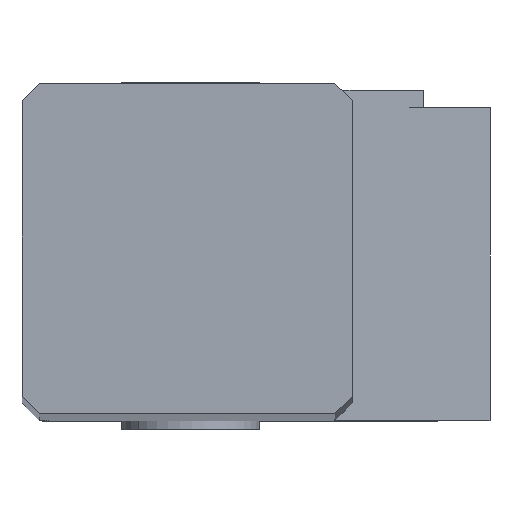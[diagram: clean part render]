
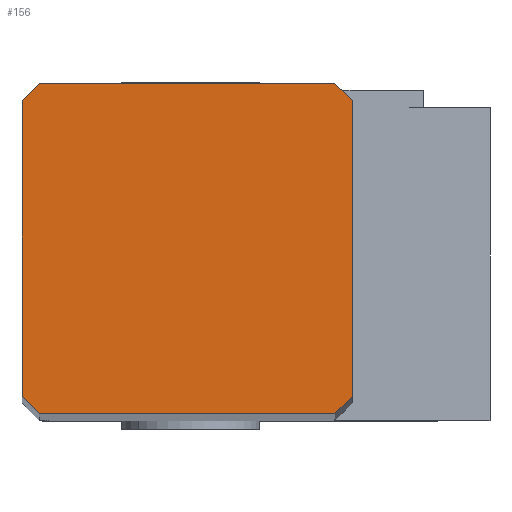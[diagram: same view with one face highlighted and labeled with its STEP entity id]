
A CAD part, top view. The second image highlights one B-rep face of the part: STEP entity #156.
In plain terms, the highlighted planar face has unit normal (0, 0, 1).
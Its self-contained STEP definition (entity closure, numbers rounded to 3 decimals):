
#100=FACE_OUTER_BOUND('',#247,.T.);
#156=ADVANCED_FACE('',(#100),#214,.T.);
#214=PLANE('',#1216);
#247=EDGE_LOOP('',(#376,#377,#378,#379,#380,#381,#382,#383));
#376=ORIENTED_EDGE('',*,*,#807,.F.);
#377=ORIENTED_EDGE('',*,*,#808,.T.);
#378=ORIENTED_EDGE('',*,*,#809,.T.);
#379=ORIENTED_EDGE('',*,*,#810,.T.);
#380=ORIENTED_EDGE('',*,*,#806,.T.);
#381=ORIENTED_EDGE('',*,*,#797,.T.);
#382=ORIENTED_EDGE('',*,*,#793,.T.);
#383=ORIENTED_EDGE('',*,*,#811,.T.);
#683=VERTEX_POINT('',#1673);
#684=VERTEX_POINT('',#1675);
#687=VERTEX_POINT('',#1683);
#693=VERTEX_POINT('',#1699);
#694=VERTEX_POINT('',#1703);
#695=VERTEX_POINT('',#1704);
#696=VERTEX_POINT('',#1706);
#697=VERTEX_POINT('',#1708);
#793=EDGE_CURVE('',#684,#683,#955,.T.);
#797=EDGE_CURVE('',#687,#684,#957,.T.);
#806=EDGE_CURVE('',#693,#687,#966,.T.);
#807=EDGE_CURVE('',#694,#695,#967,.T.);
#808=EDGE_CURVE('',#694,#696,#968,.T.);
#809=EDGE_CURVE('',#696,#697,#969,.T.);
#810=EDGE_CURVE('',#697,#693,#970,.T.);
#811=EDGE_CURVE('',#683,#695,#971,.T.);
#955=LINE('',#1674,#1049);
#957=LINE('',#1682,#1051);
#966=LINE('',#1700,#1060);
#967=LINE('',#1702,#1061);
#968=LINE('',#1705,#1062);
#969=LINE('',#1707,#1063);
#970=LINE('',#1709,#1064);
#971=LINE('',#1710,#1065);
#1049=VECTOR('',#1346,1.);
#1051=VECTOR('',#1354,1.);
#1060=VECTOR('',#1367,1.);
#1061=VECTOR('',#1370,1.);
#1062=VECTOR('',#1371,1.);
#1063=VECTOR('',#1372,1.);
#1064=VECTOR('',#1373,1.);
#1065=VECTOR('',#1374,1.);
#1216=AXIS2_PLACEMENT_3D('',#1711,#1375,#1376);
#1346=DIRECTION('',(1.,0.,0.));
#1354=DIRECTION('',(0.707,-0.707,0.));
#1367=DIRECTION('',(0.,-1.,0.));
#1370=DIRECTION('',(0.,-1.,0.));
#1371=DIRECTION('',(-0.707,0.707,0.));
#1372=DIRECTION('',(-1.,0.,0.));
#1373=DIRECTION('',(-0.707,-0.707,0.));
#1374=DIRECTION('',(0.707,0.707,0.));
#1375=DIRECTION('',(0.,0.,1.));
#1376=DIRECTION('',(1.,0.,0.));
#1673=CARTESIAN_POINT('',(-0.5,0.,0.));
#1674=CARTESIAN_POINT('',(-9.025,0.,0.));
#1675=CARTESIAN_POINT('',(-9.025,0.,0.));
#1682=CARTESIAN_POINT('',(-9.525,0.5,0.));
#1683=CARTESIAN_POINT('',(-9.525,0.5,0.));
#1699=CARTESIAN_POINT('',(-9.525,9.025,0.));
#1700=CARTESIAN_POINT('',(-9.525,9.025,0.));
#1702=CARTESIAN_POINT('',(0.,9.025,0.));
#1703=CARTESIAN_POINT('',(0.,9.025,0.));
#1704=CARTESIAN_POINT('',(0.,0.5,0.));
#1705=CARTESIAN_POINT('',(0.,9.025,0.));
#1706=CARTESIAN_POINT('',(-0.5,9.525,0.));
#1707=CARTESIAN_POINT('',(-0.5,9.525,0.));
#1708=CARTESIAN_POINT('',(-9.025,9.525,0.));
#1709=CARTESIAN_POINT('',(-9.025,9.525,0.));
#1710=CARTESIAN_POINT('',(-0.5,0.,0.));
#1711=CARTESIAN_POINT('',(-4.763,4.763,0.));
